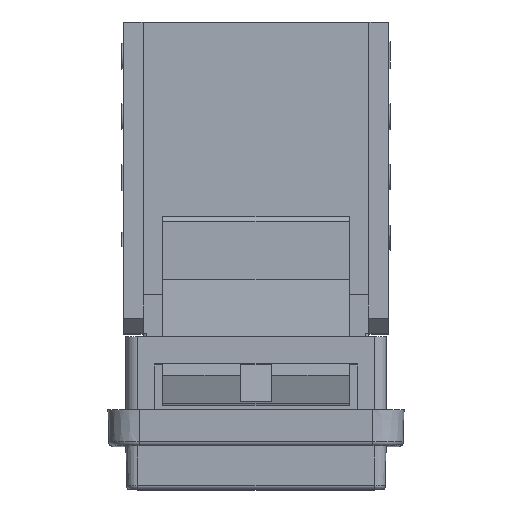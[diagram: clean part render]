
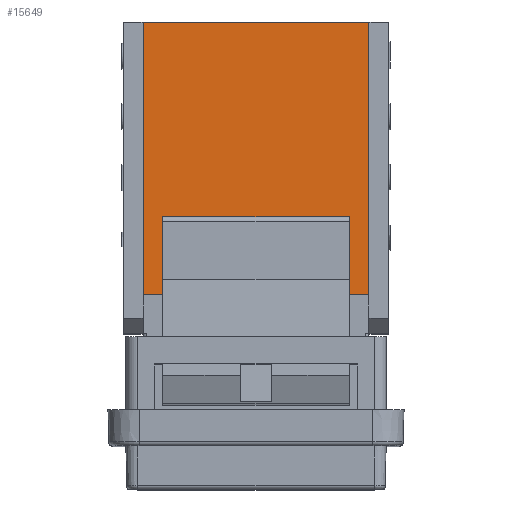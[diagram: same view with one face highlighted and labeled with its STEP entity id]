
A CAD part, top view. The second image highlights one B-rep face of the part: STEP entity #15649.
In plain terms, the highlighted planar face has unit normal (0, 0, 1).
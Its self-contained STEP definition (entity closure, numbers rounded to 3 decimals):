
#705=PLANE('',#16295);
#1464=FACE_OUTER_BOUND('',#2325,.T.);
#2325=EDGE_LOOP('',(#13560,#13561,#13562,#13563,#13564,#13565,#13566,#13567));
#4337=LINE('',#25694,#6078);
#4368=LINE('',#25762,#6109);
#4372=LINE('',#25773,#6113);
#4373=LINE('',#25774,#6114);
#4374=LINE('',#25776,#6115);
#4375=LINE('',#25778,#6116);
#4376=LINE('',#25780,#6117);
#4377=LINE('',#25781,#6118);
#6078=VECTOR('',#18496,10.);
#6109=VECTOR('',#18557,10.);
#6113=VECTOR('',#18567,10.);
#6114=VECTOR('',#18568,10.);
#6115=VECTOR('',#18569,10.);
#6116=VECTOR('',#18570,10.);
#6117=VECTOR('',#18571,10.);
#6118=VECTOR('',#18572,10.);
#7742=VERTEX_POINT('',#25691);
#7743=VERTEX_POINT('',#25693);
#7764=VERTEX_POINT('',#25759);
#7765=VERTEX_POINT('',#25761);
#7769=VERTEX_POINT('',#25772);
#7770=VERTEX_POINT('',#25775);
#7771=VERTEX_POINT('',#25777);
#7772=VERTEX_POINT('',#25779);
#9775=EDGE_CURVE('',#7743,#7742,#4337,.T.);
#9809=EDGE_CURVE('',#7765,#7764,#4368,.T.);
#9814=EDGE_CURVE('',#7764,#7769,#4372,.T.);
#9815=EDGE_CURVE('',#7769,#7743,#4373,.T.);
#9816=EDGE_CURVE('',#7742,#7770,#4374,.T.);
#9817=EDGE_CURVE('',#7770,#7771,#4375,.T.);
#9818=EDGE_CURVE('',#7771,#7772,#4376,.T.);
#9819=EDGE_CURVE('',#7772,#7765,#4377,.T.);
#13560=ORIENTED_EDGE('',*,*,#9814,.T.);
#13561=ORIENTED_EDGE('',*,*,#9815,.T.);
#13562=ORIENTED_EDGE('',*,*,#9775,.T.);
#13563=ORIENTED_EDGE('',*,*,#9816,.T.);
#13564=ORIENTED_EDGE('',*,*,#9817,.T.);
#13565=ORIENTED_EDGE('',*,*,#9818,.T.);
#13566=ORIENTED_EDGE('',*,*,#9819,.T.);
#13567=ORIENTED_EDGE('',*,*,#9809,.T.);
#15649=ADVANCED_FACE('',(#1464),#705,.T.);
#16295=AXIS2_PLACEMENT_3D('',#25771,#18565,#18566);
#18496=DIRECTION('',(0.,1.,0.));
#18557=DIRECTION('',(-1.,0.,0.));
#18565=DIRECTION('center_axis',(0.,0.,1.));
#18566=DIRECTION('ref_axis',(0.,-1.,0.));
#18567=DIRECTION('',(0.,-1.,0.));
#18568=DIRECTION('',(1.,0.,0.));
#18569=DIRECTION('',(1.,0.,0.));
#18570=DIRECTION('',(0.,-1.,0.));
#18571=DIRECTION('',(1.,0.,0.));
#18572=DIRECTION('',(0.,1.,0.));
#25691=CARTESIAN_POINT('',(-6.,17.5,8.4));
#25693=CARTESIAN_POINT('',(-6.,12.5,8.4));
#25694=CARTESIAN_POINT('',(-6.,15.728,8.4));
#25759=CARTESIAN_POINT('',(-7.25,30.,8.4));
#25761=CARTESIAN_POINT('',(7.25,30.,8.4));
#25762=CARTESIAN_POINT('',(8.5,30.,8.4));
#25771=CARTESIAN_POINT('Origin',(0.,20.,8.4));
#25772=CARTESIAN_POINT('',(-7.25,12.5,8.4));
#25773=CARTESIAN_POINT('',(-7.25,25.,8.4));
#25774=CARTESIAN_POINT('',(0.,12.5,8.4));
#25775=CARTESIAN_POINT('',(6.,17.5,8.4));
#25776=CARTESIAN_POINT('',(0.,17.5,8.4));
#25777=CARTESIAN_POINT('',(6.,12.5,8.4));
#25778=CARTESIAN_POINT('',(6.,15.728,8.4));
#25779=CARTESIAN_POINT('',(7.25,12.5,8.4));
#25780=CARTESIAN_POINT('',(0.,12.5,8.4));
#25781=CARTESIAN_POINT('',(7.25,15.,8.4));
